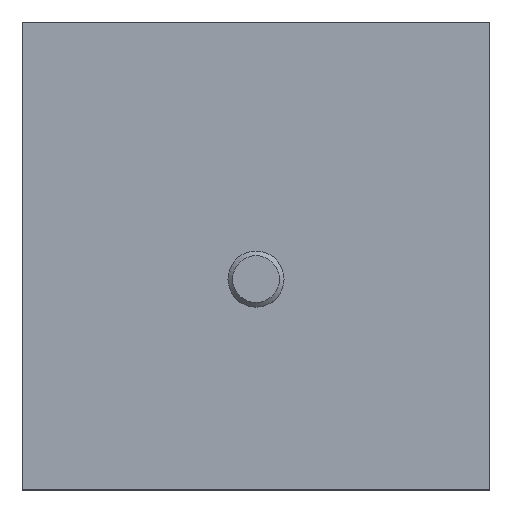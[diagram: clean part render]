
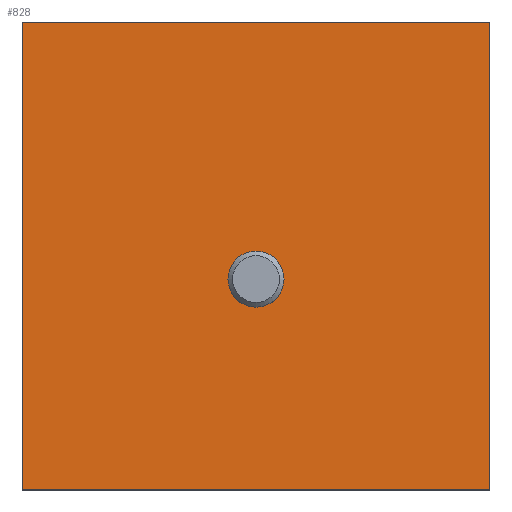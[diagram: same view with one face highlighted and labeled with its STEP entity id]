
A CAD part, top view. The second image highlights one B-rep face of the part: STEP entity #828.
In plain terms, the highlighted planar face has unit normal (0, 0, 1).
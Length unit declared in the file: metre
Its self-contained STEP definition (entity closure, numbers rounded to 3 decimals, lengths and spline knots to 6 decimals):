
#109=ORIENTED_EDGE('',*,*,#323,.F.);
#110=ORIENTED_EDGE('',*,*,#316,.F.);
#111=ORIENTED_EDGE('',*,*,#324,.T.);
#112=ORIENTED_EDGE('',*,*,#321,.T.);
#316=EDGE_CURVE('',#426,#423,#508,.T.);
#321=EDGE_CURVE('',#430,#429,#513,.T.);
#323=EDGE_CURVE('',#423,#429,#515,.T.);
#324=EDGE_CURVE('',#426,#430,#516,.T.);
#423=VERTEX_POINT('',#1380);
#426=VERTEX_POINT('',#1385);
#429=VERTEX_POINT('',#1395);
#430=VERTEX_POINT('',#1397);
#508=LINE('',#1386,#596);
#513=LINE('',#1396,#601);
#515=LINE('',#1400,#603);
#516=LINE('',#1401,#604);
#596=VECTOR('',#1127,1.);
#601=VECTOR('',#1136,1.);
#603=VECTOR('',#1140,1.);
#604=VECTOR('',#1141,1.);
#678=EDGE_LOOP('',(#109,#110,#111,#112));
#734=FACE_BOUND('',#678,.T.);
#790=PLANE('',#1021);
#828=ADVANCED_FACE('',(#734),#790,.T.);
#1021=AXIS2_PLACEMENT_3D('',#1399,#1138,#1139);
#1127=DIRECTION('',(-1.,0.,0.));
#1136=DIRECTION('',(-1.,0.,0.));
#1138=DIRECTION('',(0.,0.,1.));
#1139=DIRECTION('',(1.,0.,0.));
#1140=DIRECTION('',(0.,1.,0.));
#1141=DIRECTION('',(0.,1.,0.));
#1380=CARTESIAN_POINT('',(-0.005,-0.005,0.0062));
#1385=CARTESIAN_POINT('',(0.005,-0.005,0.0062));
#1386=CARTESIAN_POINT('',(0.005,-0.005,0.0062));
#1395=CARTESIAN_POINT('',(-0.005,0.005,0.0062));
#1396=CARTESIAN_POINT('',(0.005,0.005,0.0062));
#1397=CARTESIAN_POINT('',(0.005,0.005,0.0062));
#1399=CARTESIAN_POINT('',(0.005,0.,0.0062));
#1400=CARTESIAN_POINT('',(-0.005,0.,0.0062));
#1401=CARTESIAN_POINT('',(0.005,0.,0.0062));
